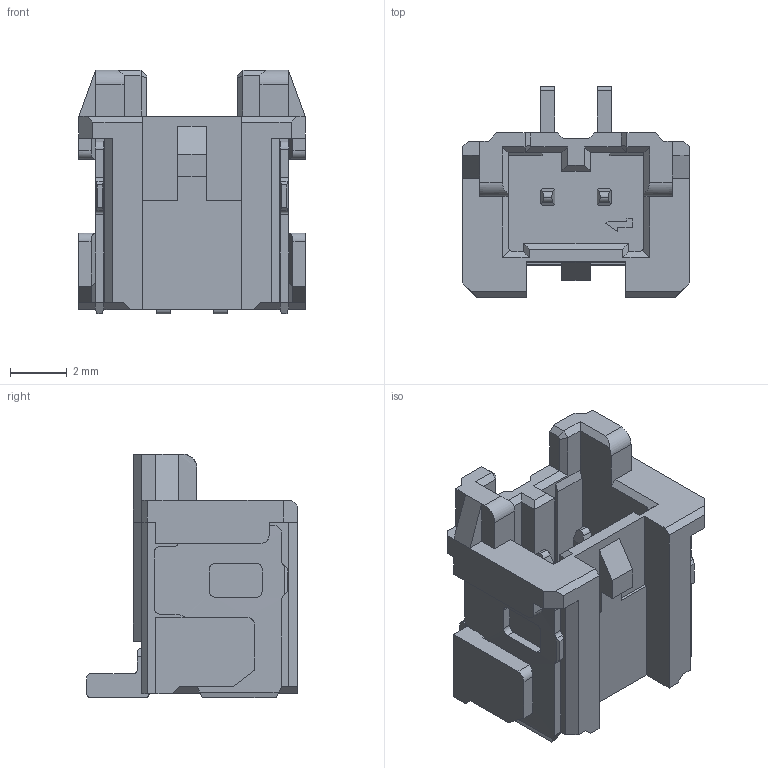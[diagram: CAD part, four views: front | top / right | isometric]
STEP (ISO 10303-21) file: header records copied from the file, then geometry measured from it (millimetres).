
FILE_DESCRIPTION( ('This file contains a STEP AP42 implementation' ,'as created by ZW3D STEP Interface translator.') ,'2;1' );
FILE_NAME( 'WF2010-1WMH02BR1.stp' ,'24 1 3.16 651', (''), ('ZWCAD Software Co.'), 'Version 1.0', 'ZW3D to STEP translator', '' );
FILE_SCHEMA(('AUTOMOTIVE_DESIGN { 1 0 10303 214 1 1 1 1 }'));
Length unit declared in the file: millimetre
Products named in the file (2): 0; WF2010-1WMH02BR1
Bounding box: 8 x 7.45 x 8.6 mm (x, y, z)
Volume: 190.9 mm3; surface area: 472.9 mm2
Topology: 1 solids, 2 shells, 359 faces, 1013 edges, 661 vertices
Faces by surface type: plane 295, cylinder 64
Entity records: 11887 total; most frequent: CARTESIAN_POINT 2179, ORIENTED_EDGE 2026, DIRECTION 1804, EDGE_CURVE 1013, VECTOR 856, LINE 856, VERTEX_POINT 661, AXIS2_PLACEMENT_3D 474
